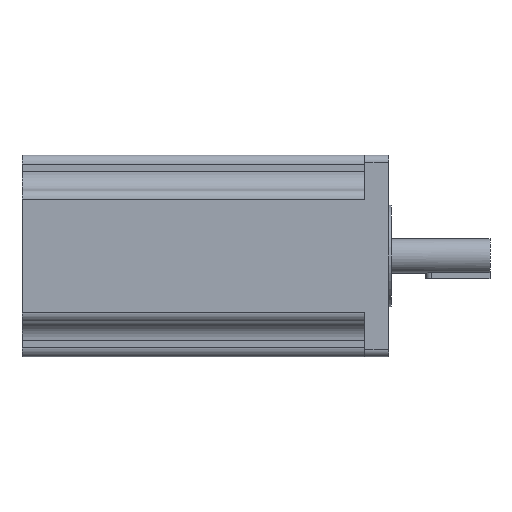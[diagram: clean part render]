
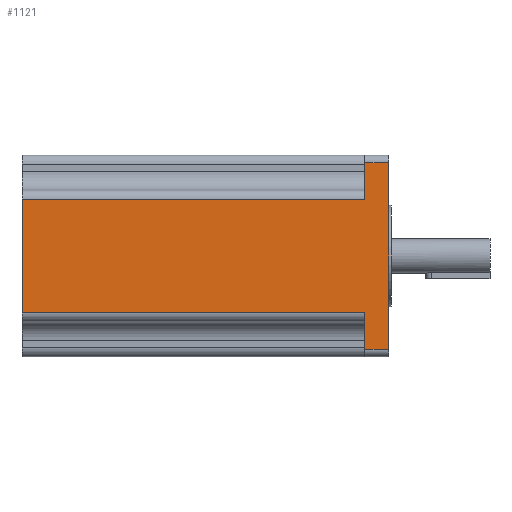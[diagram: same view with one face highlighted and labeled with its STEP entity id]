
A CAD part, left-side view. The second image highlights one B-rep face of the part: STEP entity #1121.
In plain terms, the highlighted planar face has unit normal (-1, 0, 0).
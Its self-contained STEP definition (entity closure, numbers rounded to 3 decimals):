
#2 = LINE ( 'NONE', #387, #1447 ) ;
#5 = EDGE_CURVE ( 'NONE', #1420, #954, #383, .T. ) ;
#72 = CARTESIAN_POINT ( 'NONE',  ( -61.934, 13., -27.166 ) ) ;
#74 = CARTESIAN_POINT ( 'NONE',  ( -61.934, 150., -23.166 ) ) ;
#86 = ORIENTED_EDGE ( 'NONE', *, *, #926, .T. ) ;
#87 = CARTESIAN_POINT ( 'NONE',  ( -61.934, 13., -3.166 ) ) ;
#94 = ORIENTED_EDGE ( 'NONE', *, *, #1503, .T. ) ;
#118 = VERTEX_POINT ( 'NONE', #1005 ) ;
#120 = DIRECTION ( 'NONE',  ( 0., 1., 0. ) ) ;
#193 = ORIENTED_EDGE ( 'NONE', *, *, #946, .F. ) ;
#201 = CARTESIAN_POINT ( 'NONE',  ( -61.934, 200., 58.834 ) ) ;
#256 = CARTESIAN_POINT ( 'NONE',  ( -61.934, 13., 82.834 ) ) ;
#265 = DIRECTION ( 'NONE',  ( 1., 0., 0. ) ) ;
#269 = EDGE_CURVE ( 'NONE', #513, #622, #589, .T. ) ;
#304 = ORIENTED_EDGE ( 'NONE', *, *, #5, .F. ) ;
#378 = DIRECTION ( 'NONE',  ( 0., 1., 0. ) ) ;
#383 = LINE ( 'NONE', #256, #479 ) ;
#386 = VERTEX_POINT ( 'NONE', #784 ) ;
#387 = CARTESIAN_POINT ( 'NONE',  ( -61.934, 150., 58.834 ) ) ;
#457 = DIRECTION ( 'NONE',  ( 0., 0., 1. ) ) ;
#479 = VECTOR ( 'NONE', #1519, 1000. ) ;
#494 = LINE ( 'NONE', #201, #978 ) ;
#513 = VERTEX_POINT ( 'NONE', #626 ) ;
#589 = LINE ( 'NONE', #1598, #853 ) ;
#619 = CARTESIAN_POINT ( 'NONE',  ( -61.934, 13., 58.834 ) ) ;
#620 = VERTEX_POINT ( 'NONE', #87 ) ;
#622 = VERTEX_POINT ( 'NONE', #1088 ) ;
#624 = DIRECTION ( 'NONE',  ( 0., -1., 0. ) ) ;
#626 = CARTESIAN_POINT ( 'NONE',  ( -61.934, 0., -23.166 ) ) ;
#636 = AXIS2_PLACEMENT_3D ( 'NONE', #1253, #265, #120 ) ;
#660 = EDGE_CURVE ( 'NONE', #1420, #1067, #2, .T. ) ;
#661 = DIRECTION ( 'NONE',  ( 0., 0., 1. ) ) ;
#771 = LINE ( 'NONE', #1348, #1668 ) ;
#784 = CARTESIAN_POINT ( 'NONE',  ( -61.934, 13., -23.166 ) ) ;
#853 = VECTOR ( 'NONE', #457, 1000. ) ;
#924 = ORIENTED_EDGE ( 'NONE', *, *, #269, .T. ) ;
#926 = EDGE_CURVE ( 'NONE', #118, #620, #771, .T. ) ;
#946 = EDGE_CURVE ( 'NONE', #386, #620, #951, .T. ) ;
#951 = LINE ( 'NONE', #72, #1480 ) ;
#954 = VERTEX_POINT ( 'NONE', #1224 ) ;
#978 = VECTOR ( 'NONE', #661, 1000. ) ;
#1005 = CARTESIAN_POINT ( 'NONE',  ( -61.934, 200., -3.166 ) ) ;
#1020 = EDGE_CURVE ( 'NONE', #622, #954, #1104, .T. ) ;
#1029 = VECTOR ( 'NONE', #1353, 1000. ) ;
#1067 = VERTEX_POINT ( 'NONE', #1417 ) ;
#1088 = CARTESIAN_POINT ( 'NONE',  ( -61.934, 0., 78.834 ) ) ;
#1104 = LINE ( 'NONE', #1677, #1400 ) ;
#1121 = ADVANCED_FACE ( 'NONE', ( #1262 ), #1838, .F. ) ;
#1184 = ORIENTED_EDGE ( 'NONE', *, *, #1506, .F. ) ;
#1224 = CARTESIAN_POINT ( 'NONE',  ( -61.934, 13., 78.834 ) ) ;
#1245 = ORIENTED_EDGE ( 'NONE', *, *, #1020, .T. ) ;
#1253 = CARTESIAN_POINT ( 'NONE',  ( -61.934, 150., -27.166 ) ) ;
#1261 = DIRECTION ( 'NONE',  ( 0., 1., 0. ) ) ;
#1262 = FACE_OUTER_BOUND ( 'NONE', #1309, .T. ) ;
#1309 = EDGE_LOOP ( 'NONE', ( #924, #1245, #304, #1542, #1184, #86, #193, #94 ) ) ;
#1348 = CARTESIAN_POINT ( 'NONE',  ( -61.934, 150., -3.166 ) ) ;
#1353 = DIRECTION ( 'NONE',  ( 0., -1., 0. ) ) ;
#1374 = DIRECTION ( 'NONE',  ( 0., 0., 1. ) ) ;
#1400 = VECTOR ( 'NONE', #378, 1000. ) ;
#1417 = CARTESIAN_POINT ( 'NONE',  ( -61.934, 200., 58.834 ) ) ;
#1420 = VERTEX_POINT ( 'NONE', #619 ) ;
#1447 = VECTOR ( 'NONE', #1261, 1000. ) ;
#1480 = VECTOR ( 'NONE', #1374, 1000. ) ;
#1491 = LINE ( 'NONE', #74, #1029 ) ;
#1503 = EDGE_CURVE ( 'NONE', #386, #513, #1491, .T. ) ;
#1506 = EDGE_CURVE ( 'NONE', #118, #1067, #494, .T. ) ;
#1519 = DIRECTION ( 'NONE',  ( 0., 0., 1. ) ) ;
#1542 = ORIENTED_EDGE ( 'NONE', *, *, #660, .T. ) ;
#1598 = CARTESIAN_POINT ( 'NONE',  ( -61.934, 0., -27.166 ) ) ;
#1668 = VECTOR ( 'NONE', #624, 1000. ) ;
#1677 = CARTESIAN_POINT ( 'NONE',  ( -61.934, 150., 78.834 ) ) ;
#1838 = PLANE ( 'NONE',  #636 ) ;
